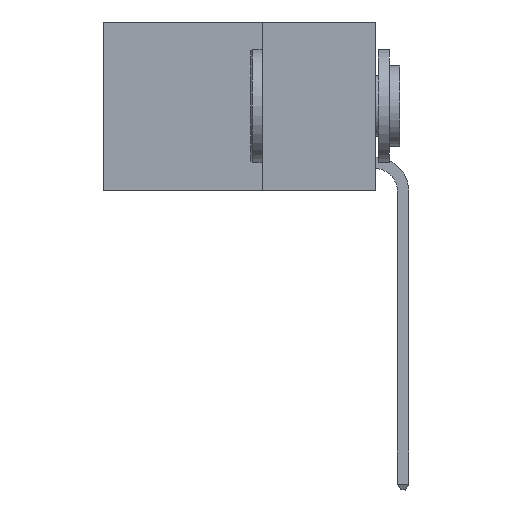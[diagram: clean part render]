
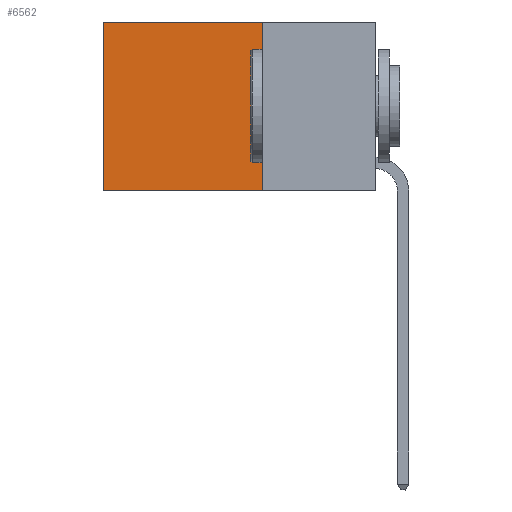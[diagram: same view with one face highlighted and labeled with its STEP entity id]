
A CAD part, left-side view. The second image highlights one B-rep face of the part: STEP entity #6562.
In plain terms, the highlighted planar face has unit normal (-1, 0, 0).
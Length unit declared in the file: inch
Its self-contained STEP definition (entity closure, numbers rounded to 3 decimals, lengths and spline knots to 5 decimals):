
#624 = EDGE_CURVE ( 'NONE', #4317, #7399, #24190, .T. ) ;
#641 = CARTESIAN_POINT ( 'NONE',  ( 0.2625, 0.25, 0. ) ) ;
#1389 = LINE ( 'NONE', #18716, #14146 ) ;
#1488 = VECTOR ( 'NONE', #6356, 39.37008 ) ;
#1682 = AXIS2_PLACEMENT_3D ( 'NONE', #6972, #27090, #14039 ) ;
#2354 = VERTEX_POINT ( 'NONE', #21486 ) ;
#2657 = DIRECTION ( 'NONE',  ( 0., 0., -1. ) ) ;
#4317 = VERTEX_POINT ( 'NONE', #641 ) ;
#5558 = FACE_OUTER_BOUND ( 'NONE', #16835, .T. ) ;
#5989 = CARTESIAN_POINT ( 'NONE',  ( 0.2625, 0.25, -0.37 ) ) ;
#6356 = DIRECTION ( 'NONE',  ( 0., 0., -1. ) ) ;
#6562 = ADVANCED_FACE ( 'NONE', ( #5558 ), #11698, .F. ) ;
#6972 = CARTESIAN_POINT ( 'NONE',  ( 0.2625, 0.25, 0. ) ) ;
#7399 = VERTEX_POINT ( 'NONE', #14791 ) ;
#11698 = PLANE ( 'NONE',  #1682 ) ;
#14039 = DIRECTION ( 'NONE',  ( 0., 0., -1. ) ) ;
#14146 = VECTOR ( 'NONE', #2657, 39.37008 ) ;
#14791 = CARTESIAN_POINT ( 'NONE',  ( 0.2625, 0.25, -0.37 ) ) ;
#15402 = EDGE_CURVE ( 'NONE', #2354, #16802, #1389, .T. ) ;
#16109 = ORIENTED_EDGE ( 'NONE', *, *, #624, .F. ) ;
#16176 = LINE ( 'NONE', #28781, #23324 ) ;
#16356 = VECTOR ( 'NONE', #23995, 39.37008 ) ;
#16802 = VERTEX_POINT ( 'NONE', #27640 ) ;
#16835 = EDGE_LOOP ( 'NONE', ( #17401, #21839, #16109, #28654 ) ) ;
#17401 = ORIENTED_EDGE ( 'NONE', *, *, #15402, .T. ) ;
#17943 = DIRECTION ( 'NONE',  ( 0., 1., 0. ) ) ;
#18716 = CARTESIAN_POINT ( 'NONE',  ( 0.2625, 0.6, 0. ) ) ;
#19080 = EDGE_CURVE ( 'NONE', #7399, #16802, #22817, .T. ) ;
#20008 = CARTESIAN_POINT ( 'NONE',  ( 0.2625, 0.25, 0. ) ) ;
#21486 = CARTESIAN_POINT ( 'NONE',  ( 0.2625, 0.6, 0. ) ) ;
#21839 = ORIENTED_EDGE ( 'NONE', *, *, #19080, .F. ) ;
#22817 = LINE ( 'NONE', #5989, #16356 ) ;
#23324 = VECTOR ( 'NONE', #17943, 39.37008 ) ;
#23995 = DIRECTION ( 'NONE',  ( 0., 1., 0. ) ) ;
#24190 = LINE ( 'NONE', #20008, #1488 ) ;
#27061 = EDGE_CURVE ( 'NONE', #4317, #2354, #16176, .T. ) ;
#27090 = DIRECTION ( 'NONE',  ( 1., 0., 0. ) ) ;
#27640 = CARTESIAN_POINT ( 'NONE',  ( 0.2625, 0.6, -0.37 ) ) ;
#28654 = ORIENTED_EDGE ( 'NONE', *, *, #27061, .T. ) ;
#28781 = CARTESIAN_POINT ( 'NONE',  ( 0.2625, 0.25, 0. ) ) ;
